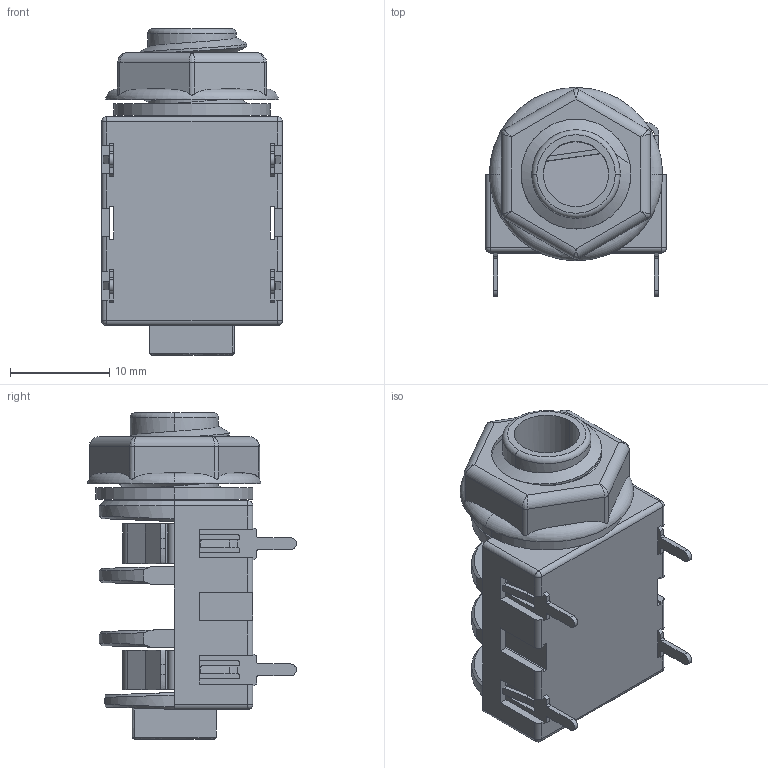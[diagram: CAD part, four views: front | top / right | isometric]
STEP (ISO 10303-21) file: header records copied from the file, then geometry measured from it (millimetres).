
FILE_DESCRIPTION (( 'STEP AP214' ), '1' );
FILE_NAME ('NMJ4HFD2.STEP', '2024-03-22T07:24:58', ( '' ), ( '' ), 'SwSTEP 2.0', 'SolidWorks 2021', '' );
FILE_SCHEMA (( 'AUTOMOTIVE_DESIGN' ));
Length unit declared in the file: millimetre
Products named in the file (1): NMJ4HFD2
Bounding box: 18.2 x 21.02 x 32.85 mm (x, y, z)
Volume: 4320.8 mm3; surface area: 4793.2 mm2
Topology: 7 solids, 7 shells, 430 faces, 1145 edges, 706 vertices
Faces by surface type: plane 263, cylinder 120, bspline 38, torus 4, sphere 4, cone 1
Entity records: 17338 total; most frequent: CARTESIAN_POINT 6937, ORIENTED_EDGE 2270, DIRECTION 1973, EDGE_CURVE 1135, LINE 767, VECTOR 767, VERTEX_POINT 706, AXIS2_PLACEMENT_3D 603
